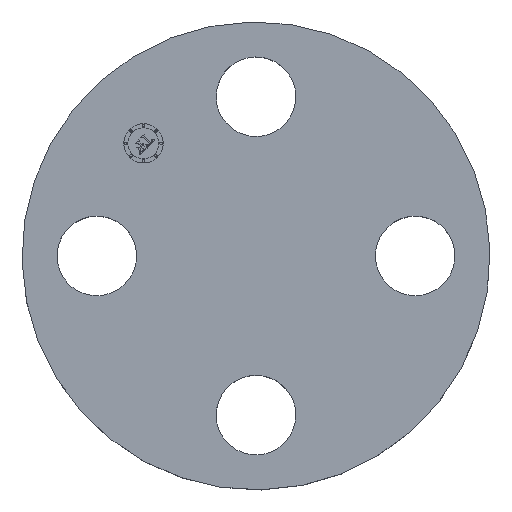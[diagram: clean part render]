
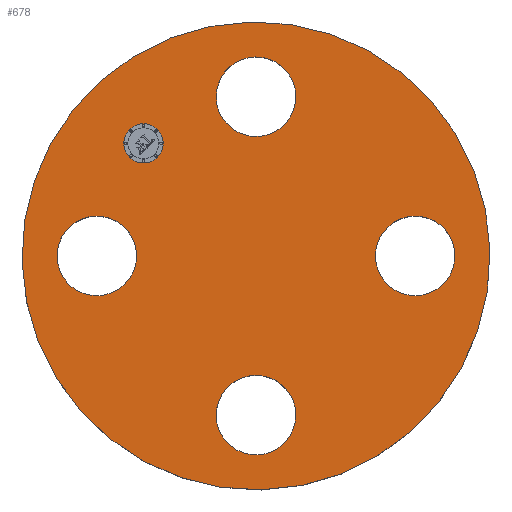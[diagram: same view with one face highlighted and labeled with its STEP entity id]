
A CAD part, top view. The second image highlights one B-rep face of the part: STEP entity #678.
In plain terms, the highlighted planar face has unit normal (0, 0, 1).
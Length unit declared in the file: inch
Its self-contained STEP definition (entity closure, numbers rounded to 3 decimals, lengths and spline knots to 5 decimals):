
#126=AXIS2_PLACEMENT_3D('Circle Axis2P3D',#124,#125,$) ;
#143=AXIS2_PLACEMENT_3D('Circle Axis2P3D',#141,#142,$) ;
#183=AXIS2_PLACEMENT_3D('Circle Axis2P3D',#181,#182,$) ;
#200=AXIS2_PLACEMENT_3D('Circle Axis2P3D',#198,#199,$) ;
#240=AXIS2_PLACEMENT_3D('Circle Axis2P3D',#238,#239,$) ;
#257=AXIS2_PLACEMENT_3D('Circle Axis2P3D',#255,#256,$) ;
#382=AXIS2_PLACEMENT_3D('Circle Axis2P3D',#380,#381,$) ;
#401=AXIS2_PLACEMENT_3D('Circle Axis2P3D',#399,#400,$) ;
#432=AXIS2_PLACEMENT_3D('Circle Axis2P3D',#430,#431,$) ;
#444=AXIS2_PLACEMENT_3D('Circle Axis2P3D',#442,#443,$) ;
#638=AXIS2_PLACEMENT_3D('Plane Axis2P3D',#635,#636,#637) ;
#662=AXIS2_PLACEMENT_3D('Circle Axis2P3D',#660,#661,$) ;
#671=AXIS2_PLACEMENT_3D('Circle Axis2P3D',#669,#670,$) ;
#107=CARTESIAN_POINT('Vertex',(1.76029,-0.43879,1.12)) ;
#121=CARTESIAN_POINT('Vertex',(2.23971,0.43879,1.12)) ;
#124=CARTESIAN_POINT('Axis2P3D Location',(2.,0.,1.12)) ;
#141=CARTESIAN_POINT('Axis2P3D Location',(2.,0.,1.12)) ;
#164=CARTESIAN_POINT('Vertex',(-0.43879,-1.76029,1.12)) ;
#178=CARTESIAN_POINT('Vertex',(0.43879,-2.23971,1.12)) ;
#181=CARTESIAN_POINT('Axis2P3D Location',(0.,-2.,1.12)) ;
#198=CARTESIAN_POINT('Axis2P3D Location',(0.,-2.,1.12)) ;
#221=CARTESIAN_POINT('Vertex',(-1.76029,0.43879,1.12)) ;
#235=CARTESIAN_POINT('Vertex',(-2.23971,-0.43879,1.12)) ;
#238=CARTESIAN_POINT('Axis2P3D Location',(-2.,0.,1.12)) ;
#255=CARTESIAN_POINT('Axis2P3D Location',(-2.,0.,1.12)) ;
#377=CARTESIAN_POINT('Vertex',(1.40951,2.58009,1.12)) ;
#380=CARTESIAN_POINT('Axis2P3D Location',(0.,0.,1.12)) ;
#384=CARTESIAN_POINT('Vertex',(-1.40951,-2.58009,1.12)) ;
#399=CARTESIAN_POINT('Axis2P3D Location',(0.,0.,1.12)) ;
#420=CARTESIAN_POINT('Vertex',(0.43879,1.76029,1.12)) ;
#427=CARTESIAN_POINT('Vertex',(-0.43879,2.23971,1.12)) ;
#430=CARTESIAN_POINT('Axis2P3D Location',(0.,2.,1.12)) ;
#442=CARTESIAN_POINT('Axis2P3D Location',(0.,2.,1.12)) ;
#635=CARTESIAN_POINT('Axis2P3D Location',(0.,2.94,1.12)) ;
#660=CARTESIAN_POINT('Axis2P3D Location',(-1.41421,1.41421,1.12)) ;
#664=CARTESIAN_POINT('Vertex',(-1.58922,1.2392,1.12)) ;
#666=CARTESIAN_POINT('Vertex',(-1.2392,1.58922,1.12)) ;
#669=CARTESIAN_POINT('Axis2P3D Location',(-1.41421,1.41421,1.12)) ;
#125=DIRECTION('Axis2P3D Direction',(0.,-0.,-0.039)) ;
#142=DIRECTION('Axis2P3D Direction',(0.,-0.,-0.039)) ;
#182=DIRECTION('Axis2P3D Direction',(-0.,0.,-0.039)) ;
#199=DIRECTION('Axis2P3D Direction',(-0.,0.,-0.039)) ;
#239=DIRECTION('Axis2P3D Direction',(0.,0.,-0.039)) ;
#256=DIRECTION('Axis2P3D Direction',(0.,0.,-0.039)) ;
#381=DIRECTION('Axis2P3D Direction',(0.,0.,-0.039)) ;
#400=DIRECTION('Axis2P3D Direction',(0.,0.,-0.039)) ;
#431=DIRECTION('Axis2P3D Direction',(0.,-0.,-0.039)) ;
#443=DIRECTION('Axis2P3D Direction',(0.,-0.,-0.039)) ;
#636=DIRECTION('Axis2P3D Direction',(0.,0.,-0.039)) ;
#637=DIRECTION('Axis2P3D XDirection',(0.039,0.,0.)) ;
#661=DIRECTION('Axis2P3D Direction',(0.,0.,-0.039)) ;
#670=DIRECTION('Axis2P3D Direction',(0.,0.,-0.039)) ;
#641=ORIENTED_EDGE('',*,*,#386,.F.) ;
#642=ORIENTED_EDGE('',*,*,#403,.F.) ;
#645=ORIENTED_EDGE('',*,*,#446,.T.) ;
#646=ORIENTED_EDGE('',*,*,#434,.T.) ;
#649=ORIENTED_EDGE('',*,*,#128,.T.) ;
#650=ORIENTED_EDGE('',*,*,#145,.T.) ;
#653=ORIENTED_EDGE('',*,*,#185,.T.) ;
#654=ORIENTED_EDGE('',*,*,#202,.T.) ;
#657=ORIENTED_EDGE('',*,*,#242,.T.) ;
#658=ORIENTED_EDGE('',*,*,#259,.T.) ;
#675=ORIENTED_EDGE('',*,*,#668,.T.) ;
#676=ORIENTED_EDGE('',*,*,#673,.T.) ;
#647=FACE_BOUND('',#644,.T.) ;
#651=FACE_BOUND('',#648,.T.) ;
#655=FACE_BOUND('',#652,.T.) ;
#659=FACE_BOUND('',#656,.T.) ;
#677=FACE_BOUND('',#674,.T.) ;
#678=ADVANCED_FACE('PartBody',(#643,#647,#651,#655,#659,#677),#639,.F.) ;
#127=CIRCLE('generated circle',#126,0.5) ;
#144=CIRCLE('generated circle',#143,0.5) ;
#184=CIRCLE('generated circle',#183,0.5) ;
#201=CIRCLE('generated circle',#200,0.5) ;
#241=CIRCLE('generated circle',#240,0.5) ;
#258=CIRCLE('generated circle',#257,0.5) ;
#383=CIRCLE('generated circle',#382,2.94) ;
#402=CIRCLE('generated circle',#401,2.94) ;
#433=CIRCLE('generated circle',#432,0.5) ;
#445=CIRCLE('generated circle',#444,0.5) ;
#663=CIRCLE('generated circle',#662,0.2475) ;
#672=CIRCLE('generated circle',#671,0.2475) ;
#128=EDGE_CURVE('',#108,#122,#127,.T.) ;
#145=EDGE_CURVE('',#122,#108,#144,.T.) ;
#185=EDGE_CURVE('',#165,#179,#184,.T.) ;
#202=EDGE_CURVE('',#179,#165,#201,.T.) ;
#242=EDGE_CURVE('',#222,#236,#241,.T.) ;
#259=EDGE_CURVE('',#236,#222,#258,.T.) ;
#386=EDGE_CURVE('',#378,#385,#383,.T.) ;
#403=EDGE_CURVE('',#385,#378,#402,.T.) ;
#434=EDGE_CURVE('',#421,#428,#433,.T.) ;
#446=EDGE_CURVE('',#428,#421,#445,.T.) ;
#668=EDGE_CURVE('',#665,#667,#663,.T.) ;
#673=EDGE_CURVE('',#667,#665,#672,.T.) ;
#640=EDGE_LOOP('',(#641,#642)) ;
#644=EDGE_LOOP('',(#645,#646)) ;
#648=EDGE_LOOP('',(#649,#650)) ;
#652=EDGE_LOOP('',(#653,#654)) ;
#656=EDGE_LOOP('',(#657,#658)) ;
#674=EDGE_LOOP('',(#675,#676)) ;
#643=FACE_OUTER_BOUND('',#640,.T.) ;
#639=PLANE('',#638) ;
#108=VERTEX_POINT('',#107) ;
#122=VERTEX_POINT('',#121) ;
#165=VERTEX_POINT('',#164) ;
#179=VERTEX_POINT('',#178) ;
#222=VERTEX_POINT('',#221) ;
#236=VERTEX_POINT('',#235) ;
#378=VERTEX_POINT('',#377) ;
#385=VERTEX_POINT('',#384) ;
#421=VERTEX_POINT('',#420) ;
#428=VERTEX_POINT('',#427) ;
#665=VERTEX_POINT('',#664) ;
#667=VERTEX_POINT('',#666) ;
